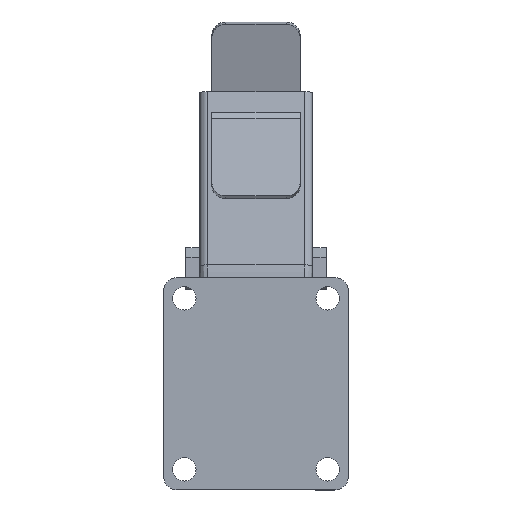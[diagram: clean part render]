
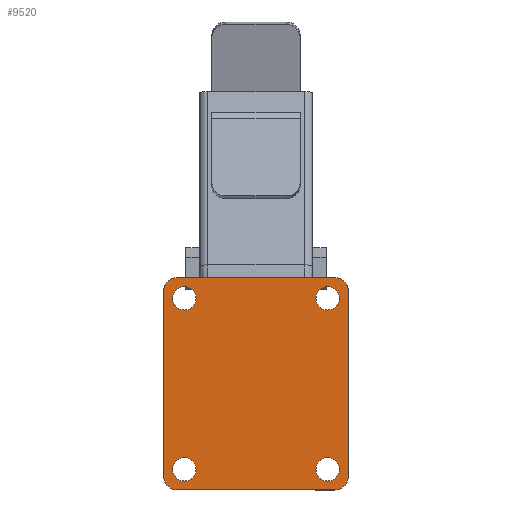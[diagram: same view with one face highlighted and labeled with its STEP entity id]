
A CAD part, top view. The second image highlights one B-rep face of the part: STEP entity #9520.
In plain terms, the highlighted planar face has unit normal (0, 0, 1).
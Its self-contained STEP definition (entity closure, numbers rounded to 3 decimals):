
#60 = CIRCLE ( 'NONE', #7387, 4.25 ) ;
#148 = VERTEX_POINT ( 'NONE', #8762 ) ;
#232 = CARTESIAN_POINT ( 'NONE',  ( 0., -38.5, 161. ) ) ;
#339 = EDGE_CURVE ( 'NONE', #8912, #2826, #60, .T. ) ;
#345 = ORIENTED_EDGE ( 'NONE', *, *, #2060, .T. ) ;
#398 = EDGE_CURVE ( 'NONE', #7107, #582, #7947, .T. ) ;
#452 = FACE_BOUND ( 'NONE', #749, .T. ) ;
#455 = EDGE_CURVE ( 'NONE', #5977, #3789, #5201, .T. ) ;
#561 = CIRCLE ( 'NONE', #3042, 5. ) ;
#582 = VERTEX_POINT ( 'NONE', #4179 ) ;
#618 = CARTESIAN_POINT ( 'NONE',  ( 28.5, -38.5, 161. ) ) ;
#726 = AXIS2_PLACEMENT_3D ( 'NONE', #5557, #7665, #1773 ) ;
#742 = CIRCLE ( 'NONE', #6556, 5. ) ;
#749 = EDGE_LOOP ( 'NONE', ( #3664, #3796 ) ) ;
#762 = EDGE_CURVE ( 'NONE', #5845, #8022, #8407, .T. ) ;
#843 = DIRECTION ( 'NONE',  ( 0., 0., 1. ) ) ;
#931 = ORIENTED_EDGE ( 'NONE', *, *, #4500, .T. ) ;
#1042 = CARTESIAN_POINT ( 'NONE',  ( 30.25, -31., 161. ) ) ;
#1069 = CARTESIAN_POINT ( 'NONE',  ( -26., -31., 161. ) ) ;
#1081 = EDGE_LOOP ( 'NONE', ( #5483, #1294, #2095, #8819, #8559, #345, #7390, #6772 ) ) ;
#1209 = EDGE_CURVE ( 'NONE', #148, #5556, #8399, .T. ) ;
#1294 = ORIENTED_EDGE ( 'NONE', *, *, #5668, .T. ) ;
#1310 = CARTESIAN_POINT ( 'NONE',  ( -26., -31., 161. ) ) ;
#1388 = VERTEX_POINT ( 'NONE', #1587 ) ;
#1577 = AXIS2_PLACEMENT_3D ( 'NONE', #1824, #4784, #4719 ) ;
#1587 = CARTESIAN_POINT ( 'NONE',  ( -33.5, -33.5, 161. ) ) ;
#1702 = AXIS2_PLACEMENT_3D ( 'NONE', #1310, #4341, #2029 ) ;
#1773 = DIRECTION ( 'NONE',  ( 1., 0., 0. ) ) ;
#1785 = LINE ( 'NONE', #232, #5926 ) ;
#1824 = CARTESIAN_POINT ( 'NONE',  ( 26., -31., 161. ) ) ;
#1836 = CARTESIAN_POINT ( 'NONE',  ( 28.5, 33.5, 161. ) ) ;
#1869 = DIRECTION ( 'NONE',  ( 1., 0., 0. ) ) ;
#1929 = EDGE_LOOP ( 'NONE', ( #7089, #931 ) ) ;
#2029 = DIRECTION ( 'NONE',  ( 1., 0., 0. ) ) ;
#2054 = EDGE_LOOP ( 'NONE', ( #7296, #8842 ) ) ;
#2060 = EDGE_CURVE ( 'NONE', #8805, #148, #561, .T. ) ;
#2095 = ORIENTED_EDGE ( 'NONE', *, *, #5340, .T. ) ;
#2101 = CIRCLE ( 'NONE', #3480, 5. ) ;
#2309 = CARTESIAN_POINT ( 'NONE',  ( -30.25, 31., 161. ) ) ;
#2348 = DIRECTION ( 'NONE',  ( 1., 0., 0. ) ) ;
#2529 = CARTESIAN_POINT ( 'NONE',  ( -33.5, 33.5, 161. ) ) ;
#2545 = CARTESIAN_POINT ( 'NONE',  ( -28.5, -38.5, 161. ) ) ;
#2582 = CARTESIAN_POINT ( 'NONE',  ( -26., 31., 161. ) ) ;
#2721 = VERTEX_POINT ( 'NONE', #5221 ) ;
#2768 = CARTESIAN_POINT ( 'NONE',  ( -28.5, 33.5, 161. ) ) ;
#2820 = ORIENTED_EDGE ( 'NONE', *, *, #7671, .T. ) ;
#2826 = VERTEX_POINT ( 'NONE', #4004 ) ;
#2880 = EDGE_CURVE ( 'NONE', #4968, #8805, #1785, .T. ) ;
#2889 = CIRCLE ( 'NONE', #726, 4.25 ) ;
#2973 = CARTESIAN_POINT ( 'NONE',  ( 0., -14.25, 161. ) ) ;
#3016 = CIRCLE ( 'NONE', #3810, 4.25 ) ;
#3042 = AXIS2_PLACEMENT_3D ( 'NONE', #3173, #843, #6061 ) ;
#3173 = CARTESIAN_POINT ( 'NONE',  ( 28.5, -33.5, 161. ) ) ;
#3208 = CARTESIAN_POINT ( 'NONE',  ( -26., 31., 161. ) ) ;
#3285 = DIRECTION ( 'NONE',  ( 0., 0., 1. ) ) ;
#3480 = AXIS2_PLACEMENT_3D ( 'NONE', #1836, #6245, #1869 ) ;
#3529 = CARTESIAN_POINT ( 'NONE',  ( 33.5, -14.25, 161. ) ) ;
#3636 = DIRECTION ( 'NONE',  ( 0., 0., 1. ) ) ;
#3657 = ORIENTED_EDGE ( 'NONE', *, *, #455, .T. ) ;
#3664 = ORIENTED_EDGE ( 'NONE', *, *, #4319, .T. ) ;
#3694 = VERTEX_POINT ( 'NONE', #7693 ) ;
#3789 = VERTEX_POINT ( 'NONE', #6302 ) ;
#3796 = ORIENTED_EDGE ( 'NONE', *, *, #339, .T. ) ;
#3810 = AXIS2_PLACEMENT_3D ( 'NONE', #9308, #8492, #9336 ) ;
#3891 = VECTOR ( 'NONE', #5831, 1000. ) ;
#3910 = AXIS2_PLACEMENT_3D ( 'NONE', #2973, #7409, #5136 ) ;
#3980 = DIRECTION ( 'NONE',  ( 1., 0., 0. ) ) ;
#4004 = CARTESIAN_POINT ( 'NONE',  ( -21.75, 31., 161. ) ) ;
#4179 = CARTESIAN_POINT ( 'NONE',  ( 21.75, -31., 161. ) ) ;
#4211 = FACE_OUTER_BOUND ( 'NONE', #1081, .T. ) ;
#4319 = EDGE_CURVE ( 'NONE', #2826, #8912, #8243, .T. ) ;
#4341 = DIRECTION ( 'NONE',  ( 0., 0., -1. ) ) ;
#4417 = FACE_BOUND ( 'NONE', #1929, .T. ) ;
#4424 = EDGE_LOOP ( 'NONE', ( #2820, #3657 ) ) ;
#4498 = VECTOR ( 'NONE', #9259, 1000. ) ;
#4500 = EDGE_CURVE ( 'NONE', #8022, #5845, #6732, .T. ) ;
#4650 = FACE_BOUND ( 'NONE', #2054, .T. ) ;
#4666 = DIRECTION ( 'NONE',  ( 1., 0., 0. ) ) ;
#4719 = DIRECTION ( 'NONE',  ( 1., 0., 0. ) ) ;
#4784 = DIRECTION ( 'NONE',  ( 0., 0., -1. ) ) ;
#4827 = DIRECTION ( 'NONE',  ( 1., 0., 0. ) ) ;
#4941 = CIRCLE ( 'NONE', #9454, 5. ) ;
#4968 = VERTEX_POINT ( 'NONE', #2545 ) ;
#5136 = DIRECTION ( 'NONE',  ( 1., 0., 0. ) ) ;
#5165 = EDGE_CURVE ( 'NONE', #1388, #4968, #742, .T. ) ;
#5201 = CIRCLE ( 'NONE', #8982, 4.25 ) ;
#5221 = CARTESIAN_POINT ( 'NONE',  ( 28.5, 38.5, 161. ) ) ;
#5301 = AXIS2_PLACEMENT_3D ( 'NONE', #1069, #7609, #4666 ) ;
#5340 = EDGE_CURVE ( 'NONE', #6026, #1388, #9021, .T. ) ;
#5385 = CARTESIAN_POINT ( 'NONE',  ( 26., 31., 161. ) ) ;
#5483 = ORIENTED_EDGE ( 'NONE', *, *, #9185, .T. ) ;
#5516 = DIRECTION ( 'NONE',  ( 0., 0., -1. ) ) ;
#5529 = CARTESIAN_POINT ( 'NONE',  ( -28.5, -33.5, 161. ) ) ;
#5556 = VERTEX_POINT ( 'NONE', #7448 ) ;
#5557 = CARTESIAN_POINT ( 'NONE',  ( 26., 31., 161. ) ) ;
#5568 = CARTESIAN_POINT ( 'NONE',  ( 0., 38.5, 161. ) ) ;
#5668 = EDGE_CURVE ( 'NONE', #3694, #6026, #4941, .T. ) ;
#5773 = PLANE ( 'NONE',  #3910 ) ;
#5786 = DIRECTION ( 'NONE',  ( 1., 0., 0. ) ) ;
#5831 = DIRECTION ( 'NONE',  ( 0., -1., 0. ) ) ;
#5845 = VERTEX_POINT ( 'NONE', #8103 ) ;
#5926 = VECTOR ( 'NONE', #2348, 1000. ) ;
#5977 = VERTEX_POINT ( 'NONE', #6768 ) ;
#6026 = VERTEX_POINT ( 'NONE', #2529 ) ;
#6061 = DIRECTION ( 'NONE',  ( 1., 0., 0. ) ) ;
#6097 = DIRECTION ( 'NONE',  ( 0., 0., -1. ) ) ;
#6245 = DIRECTION ( 'NONE',  ( 0., 0., 1. ) ) ;
#6302 = CARTESIAN_POINT ( 'NONE',  ( 30.25, 31., 161. ) ) ;
#6506 = EDGE_CURVE ( 'NONE', #5556, #2721, #2101, .T. ) ;
#6556 = AXIS2_PLACEMENT_3D ( 'NONE', #5529, #3285, #9151 ) ;
#6581 = CARTESIAN_POINT ( 'NONE',  ( -33.5, -14.25, 161. ) ) ;
#6622 = AXIS2_PLACEMENT_3D ( 'NONE', #2582, #9213, #4827 ) ;
#6732 = CIRCLE ( 'NONE', #1702, 4.25 ) ;
#6768 = CARTESIAN_POINT ( 'NONE',  ( 21.75, 31., 161. ) ) ;
#6772 = ORIENTED_EDGE ( 'NONE', *, *, #6506, .T. ) ;
#6799 = FACE_BOUND ( 'NONE', #4424, .T. ) ;
#7089 = ORIENTED_EDGE ( 'NONE', *, *, #762, .T. ) ;
#7107 = VERTEX_POINT ( 'NONE', #1042 ) ;
#7264 = EDGE_CURVE ( 'NONE', #582, #7107, #3016, .T. ) ;
#7287 = VECTOR ( 'NONE', #9160, 1000. ) ;
#7296 = ORIENTED_EDGE ( 'NONE', *, *, #398, .T. ) ;
#7387 = AXIS2_PLACEMENT_3D ( 'NONE', #3208, #5516, #7599 ) ;
#7390 = ORIENTED_EDGE ( 'NONE', *, *, #1209, .T. ) ;
#7409 = DIRECTION ( 'NONE',  ( 0., 0., 1. ) ) ;
#7448 = CARTESIAN_POINT ( 'NONE',  ( 33.5, 33.5, 161. ) ) ;
#7599 = DIRECTION ( 'NONE',  ( 1., 0., 0. ) ) ;
#7609 = DIRECTION ( 'NONE',  ( 0., 0., -1. ) ) ;
#7665 = DIRECTION ( 'NONE',  ( 0., 0., -1. ) ) ;
#7671 = EDGE_CURVE ( 'NONE', #3789, #5977, #2889, .T. ) ;
#7693 = CARTESIAN_POINT ( 'NONE',  ( -28.5, 38.5, 161. ) ) ;
#7947 = CIRCLE ( 'NONE', #1577, 4.25 ) ;
#8022 = VERTEX_POINT ( 'NONE', #8300 ) ;
#8103 = CARTESIAN_POINT ( 'NONE',  ( -21.75, -31., 161. ) ) ;
#8243 = CIRCLE ( 'NONE', #6622, 4.25 ) ;
#8300 = CARTESIAN_POINT ( 'NONE',  ( -30.25, -31., 161. ) ) ;
#8399 = LINE ( 'NONE', #3529, #4498 ) ;
#8407 = CIRCLE ( 'NONE', #5301, 4.25 ) ;
#8492 = DIRECTION ( 'NONE',  ( 0., 0., -1. ) ) ;
#8559 = ORIENTED_EDGE ( 'NONE', *, *, #2880, .T. ) ;
#8762 = CARTESIAN_POINT ( 'NONE',  ( 33.5, -33.5, 161. ) ) ;
#8805 = VERTEX_POINT ( 'NONE', #618 ) ;
#8819 = ORIENTED_EDGE ( 'NONE', *, *, #5165, .T. ) ;
#8842 = ORIENTED_EDGE ( 'NONE', *, *, #7264, .T. ) ;
#8912 = VERTEX_POINT ( 'NONE', #2309 ) ;
#8982 = AXIS2_PLACEMENT_3D ( 'NONE', #5385, #6097, #3980 ) ;
#9021 = LINE ( 'NONE', #6581, #3891 ) ;
#9151 = DIRECTION ( 'NONE',  ( 1., 0., 0. ) ) ;
#9160 = DIRECTION ( 'NONE',  ( -1., 0., 0. ) ) ;
#9185 = EDGE_CURVE ( 'NONE', #2721, #3694, #9444, .T. ) ;
#9213 = DIRECTION ( 'NONE',  ( 0., 0., -1. ) ) ;
#9259 = DIRECTION ( 'NONE',  ( 0., 1., 0. ) ) ;
#9308 = CARTESIAN_POINT ( 'NONE',  ( 26., -31., 161. ) ) ;
#9336 = DIRECTION ( 'NONE',  ( 1., 0., 0. ) ) ;
#9444 = LINE ( 'NONE', #5568, #7287 ) ;
#9454 = AXIS2_PLACEMENT_3D ( 'NONE', #2768, #3636, #5786 ) ;
#9520 = ADVANCED_FACE ( 'NONE', ( #4650, #4417, #452, #6799, #4211 ), #5773, .T. ) ;
